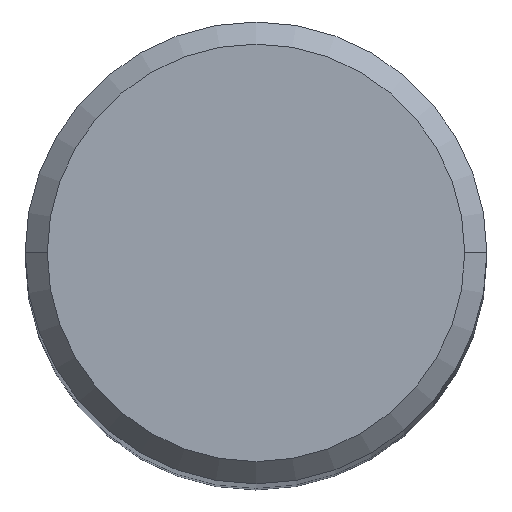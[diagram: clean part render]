
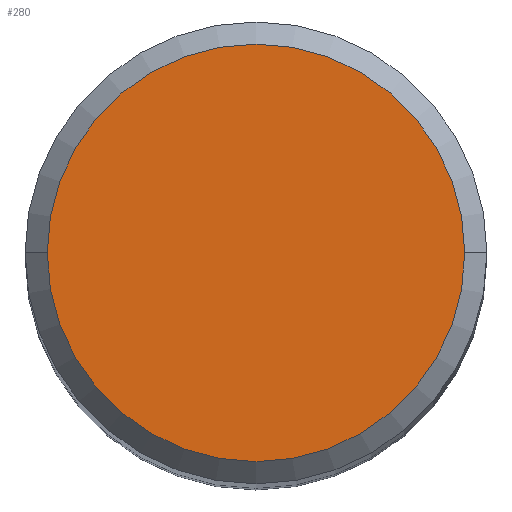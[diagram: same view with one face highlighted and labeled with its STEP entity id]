
A CAD part, top view. The second image highlights one B-rep face of the part: STEP entity #280.
In plain terms, the highlighted planar face has unit normal (0, 0, 1).
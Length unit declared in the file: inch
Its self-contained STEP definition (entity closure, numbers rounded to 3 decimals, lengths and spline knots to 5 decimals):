
#4 = CARTESIAN_POINT ( 'NONE',  ( 0.14125, 0., 2.5 ) ) ;
#24 = PLANE ( 'NONE',  #175 ) ;
#32 = EDGE_CURVE ( 'NONE', #45, #341, #184, .T. ) ;
#45 = VERTEX_POINT ( 'NONE', #4 ) ;
#48 = CARTESIAN_POINT ( 'NONE',  ( 0., 0., 2.5 ) ) ;
#99 = DIRECTION ( 'NONE',  ( 1., 0., 0. ) ) ;
#103 = CARTESIAN_POINT ( 'NONE',  ( -0.14125, 0., 2.5 ) ) ;
#121 = CARTESIAN_POINT ( 'NONE',  ( 0., 0., 2.5 ) ) ;
#175 = AXIS2_PLACEMENT_3D ( 'NONE', #121, #180, #326 ) ;
#180 = DIRECTION ( 'NONE',  ( 0., 0., 1. ) ) ;
#184 = CIRCLE ( 'NONE', #240, 0.14125 ) ;
#238 = DIRECTION ( 'NONE',  ( 1., 0., 0. ) ) ;
#240 = AXIS2_PLACEMENT_3D ( 'NONE', #325, #293, #99 ) ;
#264 = ORIENTED_EDGE ( 'NONE', *, *, #32, .T. ) ;
#265 = DIRECTION ( 'NONE',  ( 0., 0., 1. ) ) ;
#280 = ADVANCED_FACE ( 'NONE', ( #318 ), #24, .T. ) ;
#293 = DIRECTION ( 'NONE',  ( 0., 0., 1. ) ) ;
#316 = EDGE_CURVE ( 'NONE', #341, #45, #344, .T. ) ;
#318 = FACE_OUTER_BOUND ( 'NONE', #319, .T. ) ;
#319 = EDGE_LOOP ( 'NONE', ( #339, #264 ) ) ;
#322 = AXIS2_PLACEMENT_3D ( 'NONE', #48, #265, #238 ) ;
#325 = CARTESIAN_POINT ( 'NONE',  ( 0., 0., 2.5 ) ) ;
#326 = DIRECTION ( 'NONE',  ( 1., 0., 0. ) ) ;
#339 = ORIENTED_EDGE ( 'NONE', *, *, #316, .T. ) ;
#341 = VERTEX_POINT ( 'NONE', #103 ) ;
#344 = CIRCLE ( 'NONE', #322, 0.14125 ) ;
